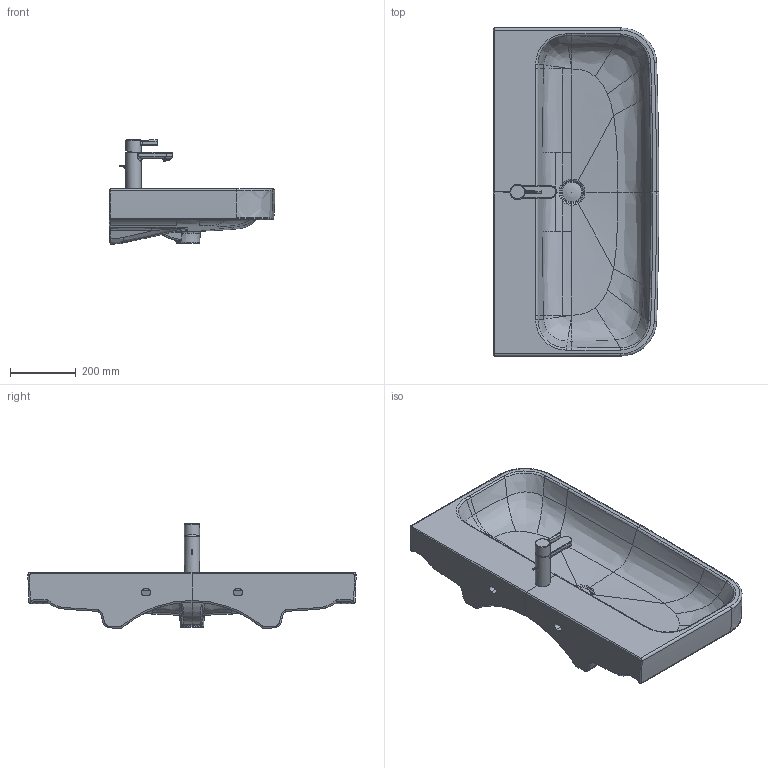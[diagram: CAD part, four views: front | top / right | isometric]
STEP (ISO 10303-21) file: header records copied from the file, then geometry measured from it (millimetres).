
FILE_DESCRIPTION((''),'2;1');
FILE_NAME('231810.stp','2013-05-27T13:01:07',('Administrator'),(''),'Autodesk Inventor 2011','Autodesk Inventor 2011','');
FILE_SCHEMA(('CONFIG_CONTROL_DESIGN'));
Length unit declared in the file: millimetre
Products named in the file (10): 231810; Kelch; Stopfen; Armatur Waschtisch; Fassung Sieb; Griff; Gehäuse; Hebel_Ventil; Gleitring
Assembly tree (9 placements, depth 3):
  231810
    Kelch
    Stopfen
    231810
    Armatur Waschtisch
      Fassung Sieb
      Griff
      Gehäuse
      Hebel_Ventil
      Gleitring
Bounding box: 504.9 x 999.8 x 318.17 mm (x, y, z)
Volume: 22614324.1 mm3; surface area: 1632813.9 mm2
Topology: 7 solids, 9 shells, 562 faces, 1352 edges, 784 vertices
Faces by surface type: bspline 332, plane 103, cylinder 87, cone 21, torus 16, sphere 3
Full cylindrical faces by diameter (mm): 4 x2, 10 x4, 20.15 x1, 21.15 x1, 23.15 x1, 25 x1, 35 x1, 42 x1, 44 x1, 46 x2, 48.5 x1, 60 x1
Entity records: 65545 total; most frequent: CARTESIAN_POINT 53859, ORIENTED_EDGE 2582, DIRECTION 1657, EDGE_CURVE 1293, VERTEX_POINT 774, AXIS2_PLACEMENT_3D 662, EDGE_LOOP 621, FACE_OUTER_BOUND 561
